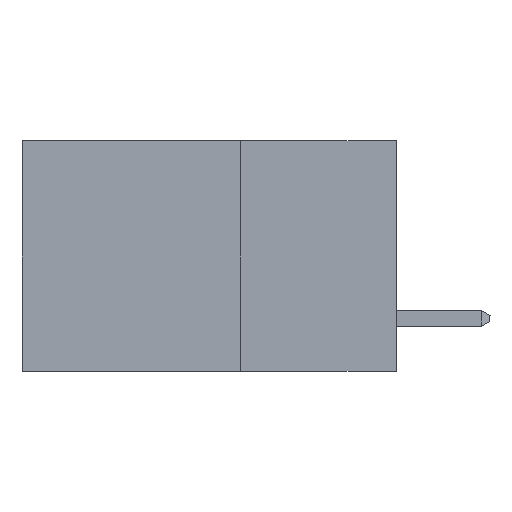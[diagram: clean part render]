
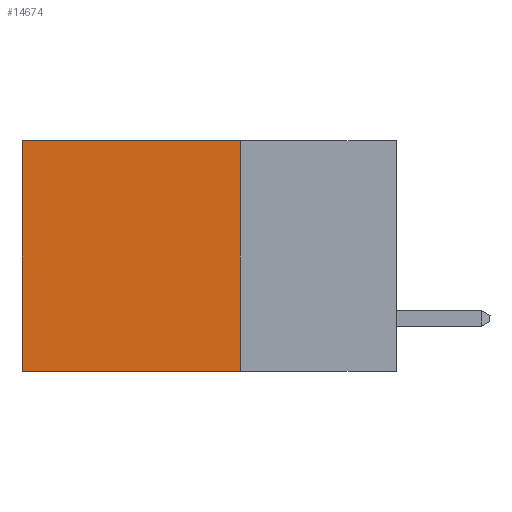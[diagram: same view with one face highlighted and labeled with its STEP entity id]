
A CAD part, left-side view. The second image highlights one B-rep face of the part: STEP entity #14674.
In plain terms, the highlighted planar face has unit normal (-1, 0, 0).
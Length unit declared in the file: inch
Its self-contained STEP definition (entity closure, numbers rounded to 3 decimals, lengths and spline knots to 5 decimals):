
#218 = DIRECTION ( 'NONE',  ( 0., 0., -1. ) ) ;
#1009 = DIRECTION ( 'NONE',  ( 0., 1., 0. ) ) ;
#1090 = ORIENTED_EDGE ( 'NONE', *, *, #4780, .T. ) ;
#1265 = CARTESIAN_POINT ( 'NONE',  ( 0.2615, 0.25, -0.37 ) ) ;
#2561 = CARTESIAN_POINT ( 'NONE',  ( 0.2615, 0.25, 0. ) ) ;
#3635 = FACE_OUTER_BOUND ( 'NONE', #11802, .T. ) ;
#3829 = DIRECTION ( 'NONE',  ( 0., 0., -1. ) ) ;
#4429 = VERTEX_POINT ( 'NONE', #2561 ) ;
#4780 = EDGE_CURVE ( 'NONE', #4429, #6144, #14089, .T. ) ;
#4888 = EDGE_CURVE ( 'NONE', #8686, #8442, #9549, .T. ) ;
#5231 = CARTESIAN_POINT ( 'NONE',  ( 0.2615, 0.6, -0.37 ) ) ;
#5240 = DIRECTION ( 'NONE',  ( 0., 0., -1. ) ) ;
#5757 = EDGE_CURVE ( 'NONE', #6144, #8442, #12040, .T. ) ;
#6144 = VERTEX_POINT ( 'NONE', #17876 ) ;
#6690 = EDGE_CURVE ( 'NONE', #4429, #8686, #16650, .T. ) ;
#7762 = VECTOR ( 'NONE', #21249, 39.37008 ) ;
#8396 = CARTESIAN_POINT ( 'NONE',  ( 0.2615, 0.25, -0.37 ) ) ;
#8442 = VERTEX_POINT ( 'NONE', #9921 ) ;
#8499 = PLANE ( 'NONE',  #19697 ) ;
#8686 = VERTEX_POINT ( 'NONE', #1265 ) ;
#9354 = ORIENTED_EDGE ( 'NONE', *, *, #5757, .T. ) ;
#9549 = LINE ( 'NONE', #17990, #7762 ) ;
#9921 = CARTESIAN_POINT ( 'NONE',  ( 0.2615, 0.6, -0.37 ) ) ;
#11577 = CARTESIAN_POINT ( 'NONE',  ( 0.2615, 0.25, -0.37 ) ) ;
#11802 = EDGE_LOOP ( 'NONE', ( #9354, #21231, #13145, #1090 ) ) ;
#12040 = LINE ( 'NONE', #5231, #16317 ) ;
#13145 = ORIENTED_EDGE ( 'NONE', *, *, #6690, .F. ) ;
#14089 = LINE ( 'NONE', #20908, #14676 ) ;
#14674 = ADVANCED_FACE ( 'NONE', ( #3635 ), #8499, .F. ) ;
#14676 = VECTOR ( 'NONE', #1009, 39.37008 ) ;
#16317 = VECTOR ( 'NONE', #3829, 39.37008 ) ;
#16606 = DIRECTION ( 'NONE',  ( 1., 0., 0. ) ) ;
#16650 = LINE ( 'NONE', #11577, #20509 ) ;
#17876 = CARTESIAN_POINT ( 'NONE',  ( 0.2615, 0.6, 0. ) ) ;
#17990 = CARTESIAN_POINT ( 'NONE',  ( 0.2615, 0.25, -0.37 ) ) ;
#19697 = AXIS2_PLACEMENT_3D ( 'NONE', #8396, #16606, #5240 ) ;
#20509 = VECTOR ( 'NONE', #218, 39.37008 ) ;
#20908 = CARTESIAN_POINT ( 'NONE',  ( 0.2615, 0.25, 0. ) ) ;
#21231 = ORIENTED_EDGE ( 'NONE', *, *, #4888, .F. ) ;
#21249 = DIRECTION ( 'NONE',  ( 0., 1., 0. ) ) ;
